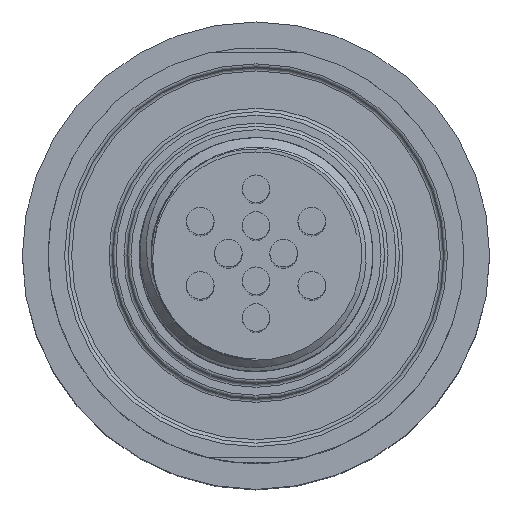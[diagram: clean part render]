
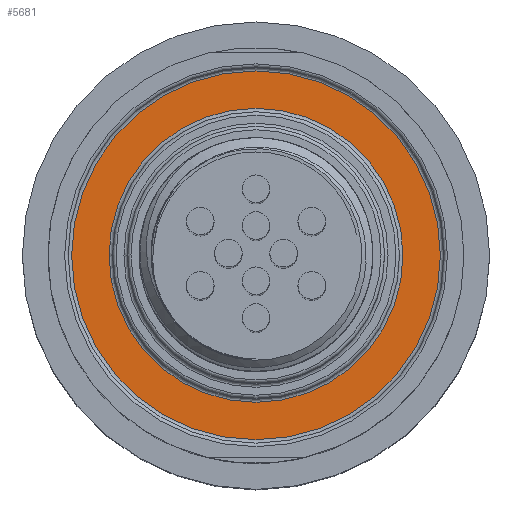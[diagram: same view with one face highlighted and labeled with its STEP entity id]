
A CAD part, top view. The second image highlights one B-rep face of the part: STEP entity #5681.
In plain terms, the highlighted planar face has unit normal (0, 0, 1).
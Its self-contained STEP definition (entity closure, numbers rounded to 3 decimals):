
#314=CIRCLE($,#6023,7.988);
#315=CIRCLE($,#6025,10.021);
#462=FACE_BOUND($,#1500,.T.);
#1128=FACE_OUTER_BOUND($,#1499,.T.);
#1499=EDGE_LOOP($,(#4223));
#1500=EDGE_LOOP($,(#4224));
#2678=VERTEX_POINT($,#11177);
#2679=VERTEX_POINT($,#11180);
#3282=EDGE_CURVE($,#2678,#2678,#314,.T.);
#3283=EDGE_CURVE($,#2679,#2679,#315,.T.);
#4223=ORIENTED_EDGE($,*,*,#3283,.F.);
#4224=ORIENTED_EDGE($,*,*,#3282,.F.);
#5502=PLANE($,#6024);
#5681=ADVANCED_FACE($,(#1128,#462),#5502,.F.);
#6023=AXIS2_PLACEMENT_3D($,#11178,#6400,#6401);
#6024=AXIS2_PLACEMENT_3D($,#11179,#6402,#6403);
#6025=AXIS2_PLACEMENT_3D($,#11181,#6404,#6405);
#6400=DIRECTION('center_axis',(0.,0.,1.));
#6401=DIRECTION('ref_axis',(-1.,0.,0.));
#6402=DIRECTION('center_axis',(0.,0.,-1.));
#6403=DIRECTION('ref_axis',(-1.,0.,0.));
#6404=DIRECTION('center_axis',(0.,0.,-1.));
#6405=DIRECTION('ref_axis',(-1.,0.,0.));
#11177=CARTESIAN_POINT('',(7.988,0.,11.405));
#11178=CARTESIAN_POINT('Origin',(0.,0.,11.405));
#11179=CARTESIAN_POINT('Origin',(0.,0.,11.405));
#11180=CARTESIAN_POINT('',(10.021,0.,11.405));
#11181=CARTESIAN_POINT('Origin',(0.,0.,11.405));
